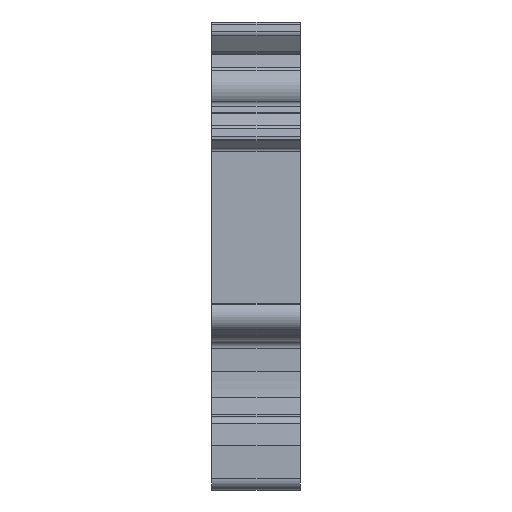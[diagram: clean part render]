
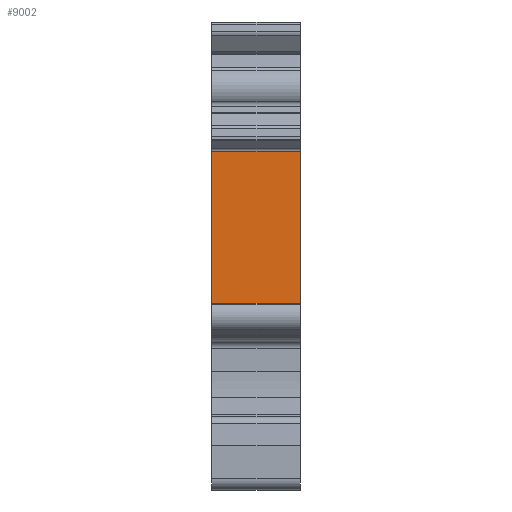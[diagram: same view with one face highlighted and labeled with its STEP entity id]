
A CAD part, left-side view. The second image highlights one B-rep face of the part: STEP entity #9002.
In plain terms, the highlighted planar face has unit normal (-1, 0, 0).
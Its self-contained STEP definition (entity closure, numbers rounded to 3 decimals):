
#311=LINE('',#12401,#1005);
#351=LINE('',#12564,#1045);
#589=LINE('',#13242,#1283);
#590=LINE('',#13244,#1284);
#1005=VECTOR('',#10255,1000.);
#1045=VECTOR('',#10379,1000.);
#1283=VECTOR('',#11053,1000.);
#1284=VECTOR('',#11056,1000.);
#2567=ORIENTED_EDGE('',*,*,#3831,.T.);
#2568=ORIENTED_EDGE('',*,*,#4256,.F.);
#2569=ORIENTED_EDGE('',*,*,#3912,.F.);
#2570=ORIENTED_EDGE('',*,*,#4255,.T.);
#3831=EDGE_CURVE('',#4842,#4841,#311,.T.);
#3912=EDGE_CURVE('',#4922,#4923,#351,.T.);
#4255=EDGE_CURVE('',#4922,#4842,#589,.T.);
#4256=EDGE_CURVE('',#4923,#4841,#590,.T.);
#4841=VERTEX_POINT('',#12400);
#4842=VERTEX_POINT('',#12402);
#4922=VERTEX_POINT('',#12563);
#4923=VERTEX_POINT('',#12565);
#5713=EDGE_LOOP('',(#2567,#2568,#2569,#2570));
#6069=FACE_BOUND('',#5713,.T.);
#6358=PLANE('',#9608);
#9002=ADVANCED_FACE('',(#6069),#6358,.F.);
#9608=AXIS2_PLACEMENT_3D('',#13243,#11054,#11055);
#10255=DIRECTION('',(0.,0.,1.));
#10379=DIRECTION('',(0.,0.,1.));
#11053=DIRECTION('',(0.,-1.,0.));
#11054=DIRECTION('',(1.,0.,0.));
#11055=DIRECTION('',(0.,0.,-1.));
#11056=DIRECTION('',(0.,-1.,0.));
#12400=CARTESIAN_POINT('',(-47.05,0.,23.288));
#12401=CARTESIAN_POINT('',(-47.05,0.,23.288));
#12402=CARTESIAN_POINT('',(-47.05,0.,9.575));
#12563=CARTESIAN_POINT('',(-47.05,8.,9.575));
#12564=CARTESIAN_POINT('',(-47.05,8.,23.288));
#12565=CARTESIAN_POINT('',(-47.05,8.,23.288));
#13242=CARTESIAN_POINT('',(-47.05,8.,9.575));
#13243=CARTESIAN_POINT('',(-47.05,8.,23.288));
#13244=CARTESIAN_POINT('',(-47.05,8.,23.288));
